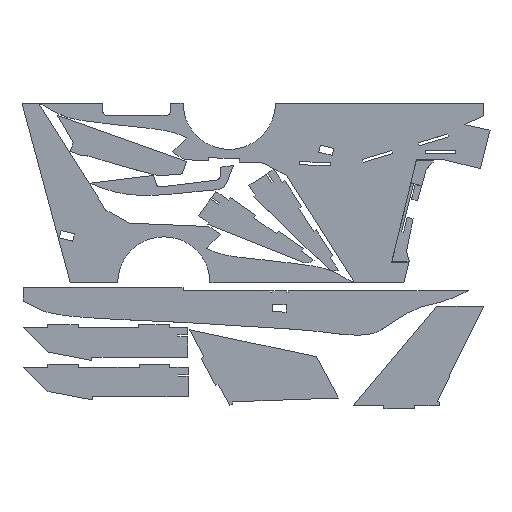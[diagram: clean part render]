
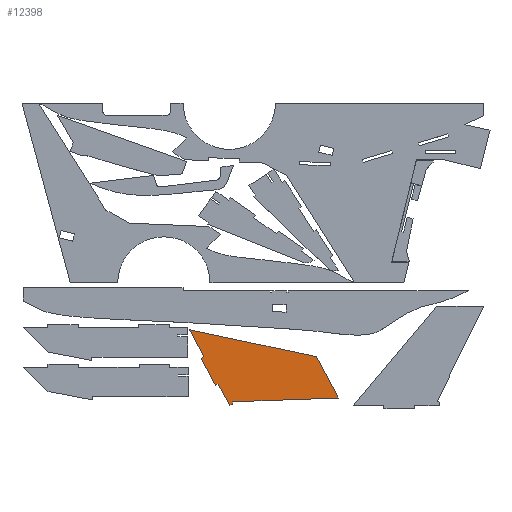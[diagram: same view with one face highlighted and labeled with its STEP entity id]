
A CAD part, top view. The second image highlights one B-rep face of the part: STEP entity #12398.
In plain terms, the highlighted planar face has unit normal (0, 0, 1).
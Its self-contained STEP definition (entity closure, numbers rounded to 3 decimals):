
#12087 = VERTEX_POINT('',#12088);
#12088 = CARTESIAN_POINT('',(377.167,-489.99,5.));
#12094 = EDGE_CURVE('',#12087,#12095,#12097,.T.);
#12095 = VERTEX_POINT('',#12096);
#12096 = CARTESIAN_POINT('',(400.698,-534.122,5.));
#12097 = B_SPLINE_CURVE_WITH_KNOTS('',1,(#12098,#12099),.UNSPECIFIED.,
  .F.,.F.,(2,2),(0.,141.771),.PIECEWISE_BEZIER_KNOTS.);
#12098 = CARTESIAN_POINT('',(377.167,-489.99,5.));
#12099 = CARTESIAN_POINT('',(400.698,-534.122,5.));
#12124 = EDGE_CURVE('',#12095,#12125,#12127,.T.);
#12125 = VERTEX_POINT('',#12126);
#12126 = CARTESIAN_POINT('',(396.253,-536.45,5.));
#12127 = B_SPLINE_CURVE_WITH_KNOTS('',1,(#12128,#12129),.UNSPECIFIED.,
  .F.,.F.,(2,2),(0.,14.224),.PIECEWISE_BEZIER_KNOTS.);
#12128 = CARTESIAN_POINT('',(400.698,-534.122,5.));
#12129 = CARTESIAN_POINT('',(396.253,-536.45,5.));
#12154 = EDGE_CURVE('',#12125,#12155,#12157,.T.);
#12155 = VERTEX_POINT('',#12156);
#12156 = CARTESIAN_POINT('',(419.783,-580.583,5.));
#12157 = B_SPLINE_CURVE_WITH_KNOTS('',1,(#12158,#12159),.UNSPECIFIED.,
  .F.,.F.,(2,2),(0.,141.771),.PIECEWISE_BEZIER_KNOTS.);
#12158 = CARTESIAN_POINT('',(396.253,-536.45,5.));
#12159 = CARTESIAN_POINT('',(419.783,-580.583,5.));
#12184 = EDGE_CURVE('',#12155,#12185,#12187,.T.);
#12185 = VERTEX_POINT('',#12186);
#12186 = CARTESIAN_POINT('',(424.193,-578.219,5.));
#12187 = B_SPLINE_CURVE_WITH_KNOTS('',1,(#12188,#12189),.UNSPECIFIED.,
  .F.,.F.,(2,2),(0.,14.182),.PIECEWISE_BEZIER_KNOTS.);
#12188 = CARTESIAN_POINT('',(419.783,-580.583,5.));
#12189 = CARTESIAN_POINT('',(424.193,-578.219,5.));
#12214 = EDGE_CURVE('',#12185,#12215,#12217,.T.);
#12215 = VERTEX_POINT('',#12216);
#12216 = CARTESIAN_POINT('',(442.996,-613.532,5.));
#12217 = B_SPLINE_CURVE_WITH_KNOTS('',1,(#12218,#12219),.UNSPECIFIED.,
  .F.,.F.,(2,2),(0.,113.406),.PIECEWISE_BEZIER_KNOTS.);
#12218 = CARTESIAN_POINT('',(424.193,-578.219,5.));
#12219 = CARTESIAN_POINT('',(442.996,-613.532,5.));
#12244 = EDGE_CURVE('',#12215,#12245,#12247,.T.);
#12245 = VERTEX_POINT('',#12246);
#12246 = CARTESIAN_POINT('',(447.405,-611.204,5.));
#12247 = B_SPLINE_CURVE_WITH_KNOTS('',1,(#12248,#12249),.UNSPECIFIED.,
  .F.,.F.,(2,2),(0.,14.135),.PIECEWISE_BEZIER_KNOTS.);
#12248 = CARTESIAN_POINT('',(442.996,-613.532,5.));
#12249 = CARTESIAN_POINT('',(447.405,-611.204,5.));
#12274 = EDGE_CURVE('',#12245,#12275,#12277,.T.);
#12275 = VERTEX_POINT('',#12276);
#12276 = CARTESIAN_POINT('',(447.864,-607.147,5.));
#12277 = B_SPLINE_CURVE_WITH_KNOTS('',1,(#12278,#12279),.UNSPECIFIED.,
  .F.,.F.,(2,2),(0.,11.573),.PIECEWISE_BEZIER_KNOTS.);
#12278 = CARTESIAN_POINT('',(447.405,-611.204,5.));
#12279 = CARTESIAN_POINT('',(447.864,-607.147,5.));
#12304 = EDGE_CURVE('',#12275,#12305,#12307,.T.);
#12305 = VERTEX_POINT('',#12306);
#12306 = CARTESIAN_POINT('',(619.631,-601.009,5.));
#12307 = B_SPLINE_CURVE_WITH_KNOTS('',1,(#12308,#12309),.UNSPECIFIED.,
  .F.,.F.,(2,2),(0.,487.211),.PIECEWISE_BEZIER_KNOTS.);
#12308 = CARTESIAN_POINT('',(447.864,-607.147,5.));
#12309 = CARTESIAN_POINT('',(619.631,-601.009,5.));
#12334 = EDGE_CURVE('',#12305,#12335,#12337,.T.);
#12335 = VERTEX_POINT('',#12336);
#12336 = CARTESIAN_POINT('',(583.789,-533.734,5.));
#12337 = B_SPLINE_CURVE_WITH_KNOTS('',1,(#12338,#12339),.UNSPECIFIED.,
  .F.,.F.,(2,2),(0.,216.076),.PIECEWISE_BEZIER_KNOTS.);
#12338 = CARTESIAN_POINT('',(619.631,-601.009,5.));
#12339 = CARTESIAN_POINT('',(583.789,-533.734,5.));
#12364 = EDGE_CURVE('',#12087,#12335,#12365,.T.);
#12365 = B_SPLINE_CURVE_WITH_KNOTS('',1,(#12366,#12367),.UNSPECIFIED.,
  .F.,.F.,(2,2),(0.,598.682),.PIECEWISE_BEZIER_KNOTS.);
#12366 = CARTESIAN_POINT('',(377.167,-489.99,5.));
#12367 = CARTESIAN_POINT('',(583.789,-533.734,5.));
#12398 = ADVANCED_FACE('',(#12399),#12411,.T.);
#12399 = FACE_BOUND('',#12400,.T.);
#12400 = EDGE_LOOP('',(#12401,#12402,#12403,#12404,#12405,#12406,#12407,
    #12408,#12409,#12410));
#12401 = ORIENTED_EDGE('',*,*,#12094,.T.);
#12402 = ORIENTED_EDGE('',*,*,#12124,.T.);
#12403 = ORIENTED_EDGE('',*,*,#12154,.T.);
#12404 = ORIENTED_EDGE('',*,*,#12184,.T.);
#12405 = ORIENTED_EDGE('',*,*,#12214,.T.);
#12406 = ORIENTED_EDGE('',*,*,#12244,.T.);
#12407 = ORIENTED_EDGE('',*,*,#12274,.T.);
#12408 = ORIENTED_EDGE('',*,*,#12304,.T.);
#12409 = ORIENTED_EDGE('',*,*,#12334,.T.);
#12410 = ORIENTED_EDGE('',*,*,#12364,.F.);
#12411 = PLANE('',#12412);
#12412 = AXIS2_PLACEMENT_3D('',#12413,#12414,#12415);
#12413 = CARTESIAN_POINT('',(492.29,-555.746,5.));
#12414 = DIRECTION('',(0.,0.,1.));
#12415 = DIRECTION('',(1.,0.,0.));
